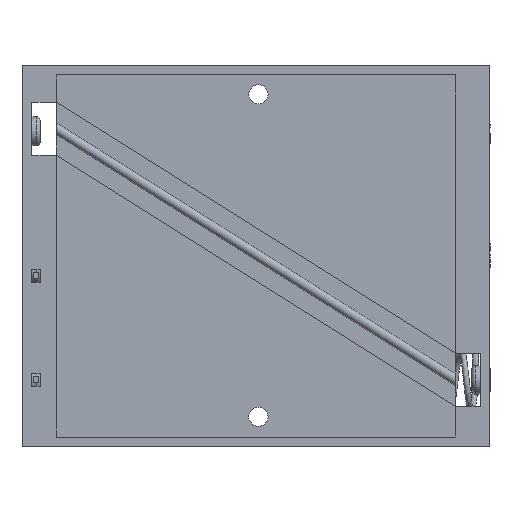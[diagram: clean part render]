
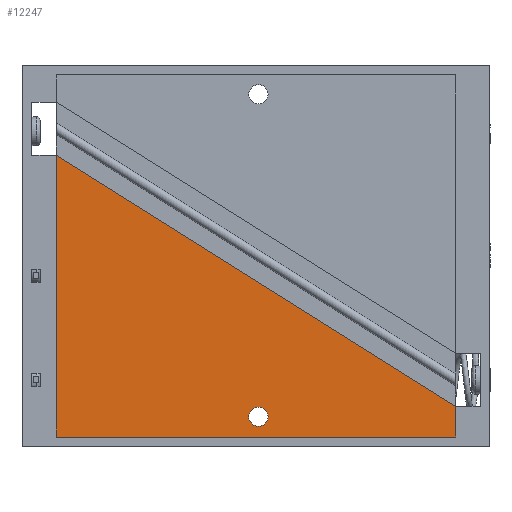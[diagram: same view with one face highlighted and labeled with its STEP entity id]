
A CAD part, front view. The second image highlights one B-rep face of the part: STEP entity #12247.
In plain terms, the highlighted planar face has unit normal (0, -1, 0).
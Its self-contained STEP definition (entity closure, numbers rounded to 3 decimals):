
#890 = CARTESIAN_POINT ( 'NONE',  ( 0., 5.08, 0. ) ) ;
#1380 = ORIENTED_EDGE ( 'NONE', *, *, #17590, .T. ) ;
#1469 = CARTESIAN_POINT ( 'NONE',  ( 0.3, 5.08, -20.805 ) ) ;
#1588 = ORIENTED_EDGE ( 'NONE', *, *, #3703, .T. ) ;
#2626 = DIRECTION ( 'NONE',  ( 0., 0., -1. ) ) ;
#2767 = LINE ( 'NONE', #13702, #12210 ) ;
#3089 = FACE_OUTER_BOUND ( 'NONE', #14290, .T. ) ;
#3376 = ORIENTED_EDGE ( 'NONE', *, *, #4456, .T. ) ;
#3449 = LINE ( 'NONE', #22357, #6207 ) ;
#3703 = EDGE_CURVE ( 'NONE', #20350, #12920, #4984, .T. ) ;
#4205 = DIRECTION ( 'NONE',  ( 0., 0., 1. ) ) ;
#4436 = CARTESIAN_POINT ( 'NONE',  ( -24.375, 5.08, 0. ) ) ;
#4456 = EDGE_CURVE ( 'NONE', #17213, #17892, #11182, .T. ) ;
#4984 = LINE ( 'NONE', #16689, #18245 ) ;
#5784 = CARTESIAN_POINT ( 'NONE',  ( 24.375, 5.08, -22.105 ) ) ;
#6114 = CARTESIAN_POINT ( 'NONE',  ( -24.375, 5.08, -22.105 ) ) ;
#6193 = DIRECTION ( 'NONE',  ( 0., 1., 0. ) ) ;
#6207 = VECTOR ( 'NONE', #8522, 1000. ) ;
#7393 = EDGE_LOOP ( 'NONE', ( #1380, #3376 ) ) ;
#7585 = VERTEX_POINT ( 'NONE', #10983 ) ;
#8522 = DIRECTION ( 'NONE',  ( -0.846, 0., 0.532 ) ) ;
#9088 = EDGE_CURVE ( 'NONE', #12920, #7585, #3449, .T. ) ;
#9965 = VECTOR ( 'NONE', #20029, 1000. ) ;
#10983 = CARTESIAN_POINT ( 'NONE',  ( -24.375, 5.08, 12.29 ) ) ;
#11182 = CIRCLE ( 'NONE', #20230, 1.18 ) ;
#11235 = PLANE ( 'NONE',  #12871 ) ;
#12131 = ORIENTED_EDGE ( 'NONE', *, *, #9088, .T. ) ;
#12210 = VECTOR ( 'NONE', #18882, 1000. ) ;
#12247 = ADVANCED_FACE ( 'NONE', ( #3089, #18534 ), #11235, .T. ) ;
#12871 = AXIS2_PLACEMENT_3D ( 'NONE', #890, #20032, #2626 ) ;
#12920 = VERTEX_POINT ( 'NONE', #17551 ) ;
#13205 = ORIENTED_EDGE ( 'NONE', *, *, #15769, .T. ) ;
#13215 = LINE ( 'NONE', #4436, #9965 ) ;
#13702 = CARTESIAN_POINT ( 'NONE',  ( 0., 5.08, -22.105 ) ) ;
#14290 = EDGE_LOOP ( 'NONE', ( #13205, #1588, #12131, #20848 ) ) ;
#15769 = EDGE_CURVE ( 'NONE', #17120, #20350, #2767, .T. ) ;
#16084 = CARTESIAN_POINT ( 'NONE',  ( 0.3, 5.08, -18.445 ) ) ;
#16689 = CARTESIAN_POINT ( 'NONE',  ( 24.375, 5.08, 0. ) ) ;
#16783 = AXIS2_PLACEMENT_3D ( 'NONE', #16922, #17001, #22178 ) ;
#16922 = CARTESIAN_POINT ( 'NONE',  ( 0.3, 5.08, -19.625 ) ) ;
#17001 = DIRECTION ( 'NONE',  ( 0., 1., 0. ) ) ;
#17120 = VERTEX_POINT ( 'NONE', #6114 ) ;
#17213 = VERTEX_POINT ( 'NONE', #1469 ) ;
#17551 = CARTESIAN_POINT ( 'NONE',  ( 24.375, 5.08, -18.375 ) ) ;
#17590 = EDGE_CURVE ( 'NONE', #17892, #17213, #18655, .T. ) ;
#17892 = VERTEX_POINT ( 'NONE', #16084 ) ;
#18245 = VECTOR ( 'NONE', #18292, 1000. ) ;
#18292 = DIRECTION ( 'NONE',  ( 0., 0., 1. ) ) ;
#18534 = FACE_BOUND ( 'NONE', #7393, .T. ) ;
#18655 = CIRCLE ( 'NONE', #16783, 1.18 ) ;
#18882 = DIRECTION ( 'NONE',  ( 1., 0., 0. ) ) ;
#18915 = EDGE_CURVE ( 'NONE', #7585, #17120, #13215, .T. ) ;
#20029 = DIRECTION ( 'NONE',  ( 0., 0., -1. ) ) ;
#20032 = DIRECTION ( 'NONE',  ( 0., -1., 0. ) ) ;
#20230 = AXIS2_PLACEMENT_3D ( 'NONE', #21691, #6193, #4205 ) ;
#20350 = VERTEX_POINT ( 'NONE', #5784 ) ;
#20848 = ORIENTED_EDGE ( 'NONE', *, *, #18915, .T. ) ;
#21691 = CARTESIAN_POINT ( 'NONE',  ( 0.3, 5.08, -19.625 ) ) ;
#22178 = DIRECTION ( 'NONE',  ( 0., 0., 1. ) ) ;
#22357 = CARTESIAN_POINT ( 'NONE',  ( 24.375, 5.08, -18.375 ) ) ;
